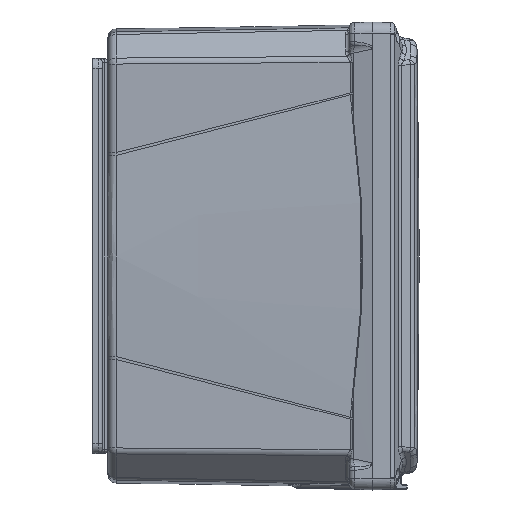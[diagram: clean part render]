
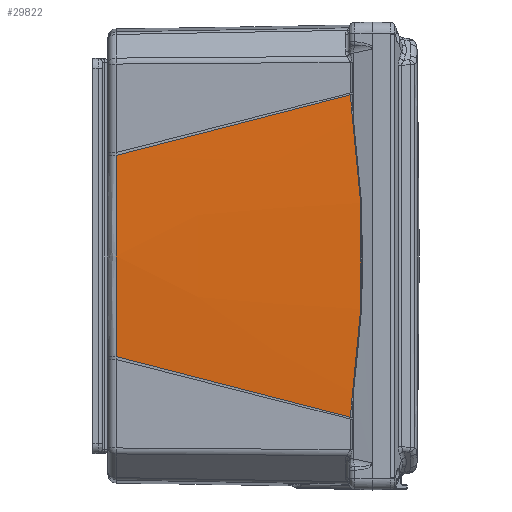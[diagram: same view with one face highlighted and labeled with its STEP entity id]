
A CAD part, front view. The second image highlights one B-rep face of the part: STEP entity #29822.
In plain terms, the highlighted free-form (B-spline) face has degree [3, 3] with [8, 4] control points.
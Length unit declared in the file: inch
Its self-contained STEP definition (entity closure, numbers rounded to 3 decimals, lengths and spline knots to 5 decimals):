
#8417=CARTESIAN_POINT('',(-0.45107,-6.15771,
3.07825));
#8418=CARTESIAN_POINT('',(-0.43765,-6.16107,
2.98396));
#8419=CARTESIAN_POINT('',(-0.40949,-6.16813,
2.77649));
#8420=CARTESIAN_POINT('',(-0.36536,-6.17915,
2.40381));
#8421=CARTESIAN_POINT('',(-0.32371,-6.18957,
1.98284));
#8422=CARTESIAN_POINT('',(-0.28768,-6.19857,
1.5221));
#8423=CARTESIAN_POINT('',(-0.26,-6.20549,
1.03158));
#8424=CARTESIAN_POINT('',(-0.24259,-6.20985,
0.52101));
#8425=CARTESIAN_POINT('',(-0.23665,-6.21133,
0.00034));
#8426=CARTESIAN_POINT('',(-0.24258,-6.20985,
-0.52045));
#8427=CARTESIAN_POINT('',(-0.25998,-6.2055,
-1.0313));
#8428=CARTESIAN_POINT('',(-0.28768,-6.19857,
-1.52218));
#8429=CARTESIAN_POINT('',(-0.32374,-6.18956,
-1.98323));
#8430=CARTESIAN_POINT('',(-0.36542,-6.17914,
-2.40437));
#8431=CARTESIAN_POINT('',(-0.40955,-6.16812,
-2.77698));
#8432=CARTESIAN_POINT('',(-0.43768,-6.16105,
-2.98416));
#8433=CARTESIAN_POINT('',(-0.45107,-6.1577,
-3.07825));
#8458=CARTESIAN_POINT('',(-0.45107,-6.1577,
-3.07825));
#8459=CARTESIAN_POINT('',(-0.46095,-6.15525,
-3.14635));
#8460=CARTESIAN_POINT('',(-0.47426,-6.1507,
-3.27756));
#8461=CARTESIAN_POINT('',(-0.49126,-6.14366,
-3.46079));
#8462=CARTESIAN_POINT('',(-0.49973,-6.1392,
-3.57524));
#8463=CARTESIAN_POINT('',(-0.50373,-6.13698,
-3.63046));
#8548=CARTESIAN_POINT('',(-5.7762,-6.04609,
-2.26551));
#8549=CARTESIAN_POINT('',(-5.21479,-6.05566,
-2.41152));
#8550=CARTESIAN_POINT('',(-4.07563,-6.07519,
-2.70715));
#8551=CARTESIAN_POINT('',(-2.31579,-6.10557,
-3.16255));
#8552=CARTESIAN_POINT('',(-1.11293,-6.12641,
-3.47322));
#8553=CARTESIAN_POINT('',(-0.50373,-6.13698,
-3.63046));
#8555=CARTESIAN_POINT('',(-0.50373,-6.13698,
-3.63046));
#8572=CARTESIAN_POINT('',(-5.7762,-6.04609,
2.26551));
#8573=CARTESIAN_POINT('',(-5.77492,-6.07636,
1.76307));
#8574=CARTESIAN_POINT('',(-5.77321,-6.11675,
0.75661));
#8575=CARTESIAN_POINT('',(-5.77321,-6.11675,
-0.7566));
#8576=CARTESIAN_POINT('',(-5.77492,-6.07636,
-1.76307));
#8577=CARTESIAN_POINT('',(-5.7762,-6.04609,
-2.26551));
#8595=CARTESIAN_POINT('',(-5.7762,-6.04609,
2.26551));
#8608=CARTESIAN_POINT('',(-0.50373,-6.13698,
3.63046));
#8609=CARTESIAN_POINT('',(-1.11293,-6.12641,
3.47322));
#8610=CARTESIAN_POINT('',(-2.3158,-6.10557,
3.16255));
#8611=CARTESIAN_POINT('',(-4.07563,-6.07519,
2.70715));
#8612=CARTESIAN_POINT('',(-5.21479,-6.05566,
2.41152));
#8613=CARTESIAN_POINT('',(-5.7762,-6.04609,
2.26551));
#8993=CARTESIAN_POINT('',(-0.50373,-6.13698,
3.63046));
#8994=CARTESIAN_POINT('',(-0.49964,-6.13925,
3.57394));
#8995=CARTESIAN_POINT('',(-0.49092,-6.1438,
3.45769));
#8996=CARTESIAN_POINT('',(-0.47421,-6.15076,
3.27467));
#8997=CARTESIAN_POINT('',(-0.46081,-6.15532,
3.14496));
#8998=CARTESIAN_POINT('',(-0.45107,-6.15771,
3.07825));
#12501=VERTEX_POINT('',#8595);
#12503=VERTEX_POINT('',#8577);
#13083=VERTEX_POINT('',#8555);
#13085=VERTEX_POINT('',#8458);
#13087=VERTEX_POINT('',#8417);
#13089=VERTEX_POINT('',#8993);
#29776=CARTESIAN_POINT('',(-0.12788,-6.13789,
3.87539));
#29777=CARTESIAN_POINT('',(-2.04757,-6.10439,
3.3657));
#29778=CARTESIAN_POINT('',(-3.96726,-6.07088,
2.85601));
#29779=CARTESIAN_POINT('',(-5.88695,-6.03737,
2.34632));
#29780=CARTESIAN_POINT('',(-0.12788,-6.13955,
3.83265));
#29781=CARTESIAN_POINT('',(-2.04757,-6.10604,
3.32859));
#29782=CARTESIAN_POINT('',(-3.96726,-6.07253,
2.82453));
#29783=CARTESIAN_POINT('',(-5.88695,-6.03902,
2.32047));
#29784=CARTESIAN_POINT('',(-0.12788,-6.17281,
2.95762));
#29785=CARTESIAN_POINT('',(-2.04757,-6.1393,
2.56878));
#29786=CARTESIAN_POINT('',(-3.96726,-6.10579,
2.17995));
#29787=CARTESIAN_POINT('',(-5.88695,-6.07228,
1.79112));
#29788=CARTESIAN_POINT('',(-0.12788,-6.21536,
1.24945));
#29789=CARTESIAN_POINT('',(-2.04757,-6.18185,
1.08526));
#29790=CARTESIAN_POINT('',(-3.96726,-6.14835,
0.92108));
#29791=CARTESIAN_POINT('',(-5.88695,-6.11484,
0.75689));
#29792=CARTESIAN_POINT('',(-0.12788,-6.21536,
-1.24945));
#29793=CARTESIAN_POINT('',(-2.04757,-6.18185,
-1.08526));
#29794=CARTESIAN_POINT('',(-3.96726,-6.14835,
-0.92108));
#29795=CARTESIAN_POINT('',(-5.88695,-6.11484,
-0.75689));
#29796=CARTESIAN_POINT('',(-0.12788,-6.17281,
-2.95762));
#29797=CARTESIAN_POINT('',(-2.04757,-6.1393,
-2.56878));
#29798=CARTESIAN_POINT('',(-3.96726,-6.10579,
-2.17995));
#29799=CARTESIAN_POINT('',(-5.88695,-6.07228,
-1.79112));
#29800=CARTESIAN_POINT('',(-0.12788,-6.13955,
-3.83265));
#29801=CARTESIAN_POINT('',(-2.04757,-6.10604,
-3.32859));
#29802=CARTESIAN_POINT('',(-3.96726,-6.07253,
-2.82453));
#29803=CARTESIAN_POINT('',(-5.88695,-6.03902,
-2.32047));
#29804=CARTESIAN_POINT('',(-0.12788,-6.13789,
-3.87539));
#29805=CARTESIAN_POINT('',(-2.04757,-6.10439,
-3.3657));
#29806=CARTESIAN_POINT('',(-3.96726,-6.07088,
-2.85601));
#29807=CARTESIAN_POINT('',(-5.88695,-6.03737,
-2.34632));
#29808=B_SPLINE_SURFACE_WITH_KNOTS('',3,3,((#29776,#29777,#29778,#29779),
(#29780,#29781,#29782,#29783),(#29784,#29785,#29786,#29787),(#29788,#29789,
#29790,#29791),(#29792,#29793,#29794,#29795),(#29796,#29797,#29798,#29799),(
#29800,#29801,#29802,#29803),(#29804,#29805,#29806,#29807)),.UNSPECIFIED.,.F.,
.F.,.F.,(4,1,1,1,1,4),(4,4),(-0.01712,0.,0.33333,
0.66667,1.,1.01712),(0.02146,0.98774),
.UNSPECIFIED.);
#29810=ORIENTED_EDGE('',*,*,#29809,.T.);
#29812=ORIENTED_EDGE('',*,*,#29811,.F.);
#29814=ORIENTED_EDGE('',*,*,#29813,.F.);
#29816=ORIENTED_EDGE('',*,*,#29815,.F.);
#29818=ORIENTED_EDGE('',*,*,#29817,.T.);
#29819=ORIENTED_EDGE('',*,*,#29766,.T.);
#29820=EDGE_LOOP('',(#29810,#29812,#29814,#29816,#29818,#29819));
#29821=FACE_OUTER_BOUND('',#29820,.F.);
#29822=ADVANCED_FACE('',(#29821),#29808,.F.);
#8434=B_SPLINE_CURVE_WITH_KNOTS('',3,(#8417,#8418,#8419,#8420,#8421,#8422,#8423,
#8424,#8425,#8426,#8427,#8428,#8429,#8430,#8431,#8432,#8433),.UNSPECIFIED.,.F.,
.F.,(4,1,1,1,1,1,1,1,1,1,1,1,1,1,4),(0.,0.07143,0.14286,
0.21429,0.28571,0.35714,0.42857,0.5,
0.57143,0.64286,0.71429,0.78571,
0.85714,0.92857,1.),.UNSPECIFIED.);
#8464=B_SPLINE_CURVE_WITH_KNOTS('',3,(#8458,#8459,#8460,#8461,#8462,#8463),
.UNSPECIFIED.,.F.,.F.,(4,1,1,4),(0.,0.33333,0.66667,1.),
.UNSPECIFIED.);
#8554=B_SPLINE_CURVE_WITH_KNOTS('',3,(#8548,#8549,#8550,#8551,#8552,#8553),
.UNSPECIFIED.,.F.,.F.,(4,1,1,4),(0.,0.33333,0.66667,1.),
.UNSPECIFIED.);
#8578=B_SPLINE_CURVE_WITH_KNOTS('',3,(#8572,#8573,#8574,#8575,#8576,#8577),
.UNSPECIFIED.,.F.,.F.,(4,1,1,4),(0.,0.33333,0.66667,1.),
.UNSPECIFIED.);
#8614=B_SPLINE_CURVE_WITH_KNOTS('',3,(#8608,#8609,#8610,#8611,#8612,#8613),
.UNSPECIFIED.,.F.,.F.,(4,1,1,4),(0.,0.33333,0.66667,1.),
.UNSPECIFIED.);
#8999=B_SPLINE_CURVE_WITH_KNOTS('',3,(#8993,#8994,#8995,#8996,#8997,#8998),
.UNSPECIFIED.,.F.,.F.,(4,1,1,4),(0.,0.33333,0.66667,1.),
.UNSPECIFIED.);
#29766=EDGE_CURVE('',#13087,#13085,#8434,.T.);
#29809=EDGE_CURVE('',#13085,#13083,#8464,.T.);
#29811=EDGE_CURVE('',#12503,#13083,#8554,.T.);
#29813=EDGE_CURVE('',#12501,#12503,#8578,.T.);
#29815=EDGE_CURVE('',#13089,#12501,#8614,.T.);
#29817=EDGE_CURVE('',#13089,#13087,#8999,.T.);
